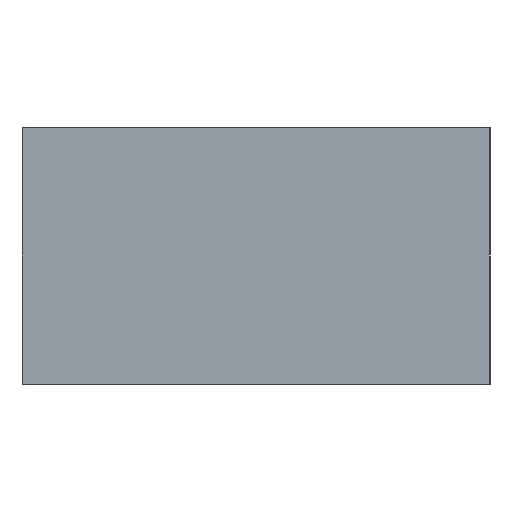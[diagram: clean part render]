
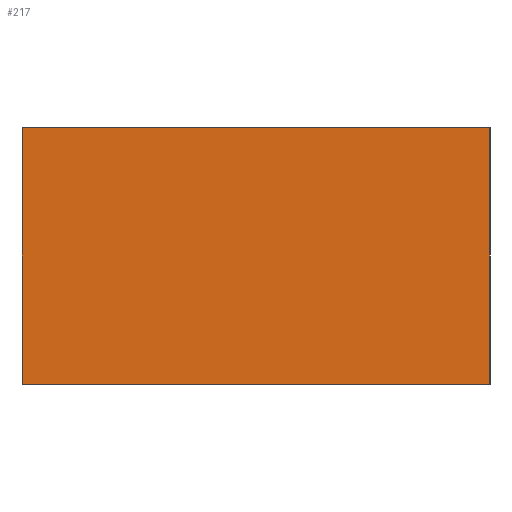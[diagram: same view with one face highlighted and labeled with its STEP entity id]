
A CAD part, left-side view. The second image highlights one B-rep face of the part: STEP entity #217.
In plain terms, the highlighted planar face has unit normal (-1, 0, 0).
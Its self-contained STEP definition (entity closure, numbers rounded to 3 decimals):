
#18=PLANE('',#249);
#37=FACE_OUTER_BOUND('',#53,.T.);
#53=EDGE_LOOP('',(#185,#186,#187,#188));
#71=LINE('',#391,#90);
#72=LINE('',#394,#91);
#73=LINE('',#396,#92);
#74=LINE('',#397,#93);
#90=VECTOR('',#296,10.);
#91=VECTOR('',#299,10.);
#92=VECTOR('',#300,10.);
#93=VECTOR('',#301,10.);
#118=VERTEX_POINT('',#387);
#119=VERTEX_POINT('',#389);
#120=VERTEX_POINT('',#393);
#121=VERTEX_POINT('',#395);
#144=EDGE_CURVE('',#118,#119,#71,.T.);
#145=EDGE_CURVE('',#120,#118,#72,.T.);
#146=EDGE_CURVE('',#121,#119,#73,.T.);
#147=EDGE_CURVE('',#120,#121,#74,.T.);
#185=ORIENTED_EDGE('',*,*,#145,.T.);
#186=ORIENTED_EDGE('',*,*,#144,.T.);
#187=ORIENTED_EDGE('',*,*,#146,.F.);
#188=ORIENTED_EDGE('',*,*,#147,.F.);
#217=ADVANCED_FACE('',(#37),#18,.T.);
#249=AXIS2_PLACEMENT_3D('',#392,#297,#298);
#296=DIRECTION('',(0.,0.,1.));
#297=DIRECTION('center_axis',(-1.,0.,0.));
#298=DIRECTION('ref_axis',(0.,-1.,0.));
#299=DIRECTION('',(0.,-1.,0.));
#300=DIRECTION('',(0.,-1.,0.));
#301=DIRECTION('',(0.,0.,1.));
#387=CARTESIAN_POINT('',(0.,0.,0.));
#389=CARTESIAN_POINT('',(0.,0.,20.));
#391=CARTESIAN_POINT('',(0.,0.,0.));
#392=CARTESIAN_POINT('Origin',(0.,36.5,0.));
#393=CARTESIAN_POINT('',(0.,36.5,0.));
#394=CARTESIAN_POINT('',(0.,36.5,0.));
#395=CARTESIAN_POINT('',(0.,36.5,20.));
#396=CARTESIAN_POINT('',(0.,36.5,20.));
#397=CARTESIAN_POINT('',(0.,36.5,0.));
